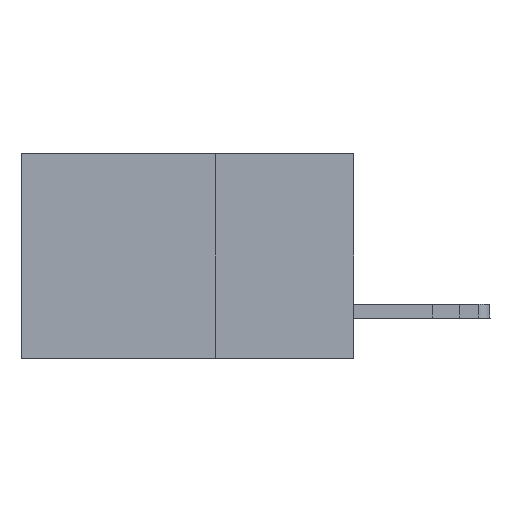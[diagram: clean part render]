
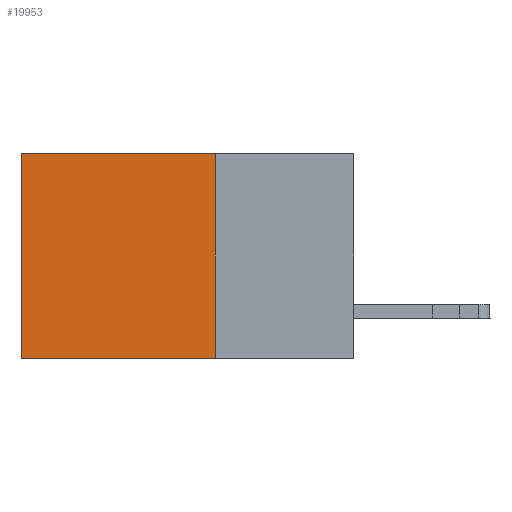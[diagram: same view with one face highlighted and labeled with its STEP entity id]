
A CAD part, left-side view. The second image highlights one B-rep face of the part: STEP entity #19953.
In plain terms, the highlighted planar face has unit normal (-1, 0, 0).
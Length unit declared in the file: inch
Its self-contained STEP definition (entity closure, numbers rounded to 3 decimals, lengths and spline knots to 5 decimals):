
#611 = LINE ( 'NONE', #1515, #18039 ) ;
#799 = ORIENTED_EDGE ( 'NONE', *, *, #22545, .T. ) ;
#1292 = CARTESIAN_POINT ( 'NONE',  ( 0.2875, 0.25, 0. ) ) ;
#1515 = CARTESIAN_POINT ( 'NONE',  ( 0.2875, 0.25, -0.37 ) ) ;
#1725 = VECTOR ( 'NONE', #18503, 39.37008 ) ;
#1726 = VECTOR ( 'NONE', #16274, 39.37008 ) ;
#3432 = CARTESIAN_POINT ( 'NONE',  ( 0.2875, 0.6, 0. ) ) ;
#3495 = CARTESIAN_POINT ( 'NONE',  ( 0.2875, 0.6, 0. ) ) ;
#3659 = DIRECTION ( 'NONE',  ( 0., 1., 0. ) ) ;
#3802 = FACE_OUTER_BOUND ( 'NONE', #9016, .T. ) ;
#5634 = CARTESIAN_POINT ( 'NONE',  ( 0.2875, 0.25, -0.37 ) ) ;
#6967 = EDGE_CURVE ( 'NONE', #16037, #17737, #22135, .T. ) ;
#7231 = ORIENTED_EDGE ( 'NONE', *, *, #6967, .T. ) ;
#7684 = DIRECTION ( 'NONE',  ( 1., 0., 0. ) ) ;
#7963 = VERTEX_POINT ( 'NONE', #22450 ) ;
#9016 = EDGE_LOOP ( 'NONE', ( #799, #16467, #14268, #7231 ) ) ;
#10170 = CARTESIAN_POINT ( 'NONE',  ( 0.2875, 0.25, 0. ) ) ;
#11207 = LINE ( 'NONE', #14169, #1726 ) ;
#13921 = PLANE ( 'NONE',  #18159 ) ;
#14169 = CARTESIAN_POINT ( 'NONE',  ( 0.2875, 0.25, 0. ) ) ;
#14268 = ORIENTED_EDGE ( 'NONE', *, *, #25705, .F. ) ;
#14825 = VECTOR ( 'NONE', #24449, 39.37008 ) ;
#16037 = VERTEX_POINT ( 'NONE', #18850 ) ;
#16274 = DIRECTION ( 'NONE',  ( 0., 0., -1. ) ) ;
#16467 = ORIENTED_EDGE ( 'NONE', *, *, #26377, .F. ) ;
#17737 = VERTEX_POINT ( 'NONE', #3432 ) ;
#18039 = VECTOR ( 'NONE', #3659, 39.37008 ) ;
#18159 = AXIS2_PLACEMENT_3D ( 'NONE', #1292, #7684, #22390 ) ;
#18503 = DIRECTION ( 'NONE',  ( 0., 1., 0. ) ) ;
#18850 = CARTESIAN_POINT ( 'NONE',  ( 0.2875, 0.25, 0. ) ) ;
#19953 = ADVANCED_FACE ( 'NONE', ( #3802 ), #13921, .F. ) ;
#20604 = VERTEX_POINT ( 'NONE', #5634 ) ;
#22135 = LINE ( 'NONE', #10170, #1725 ) ;
#22390 = DIRECTION ( 'NONE',  ( 0., 0., -1. ) ) ;
#22450 = CARTESIAN_POINT ( 'NONE',  ( 0.2875, 0.6, -0.37 ) ) ;
#22545 = EDGE_CURVE ( 'NONE', #17737, #7963, #25961, .T. ) ;
#24449 = DIRECTION ( 'NONE',  ( 0., 0., -1. ) ) ;
#25705 = EDGE_CURVE ( 'NONE', #16037, #20604, #11207, .T. ) ;
#25961 = LINE ( 'NONE', #3495, #14825 ) ;
#26377 = EDGE_CURVE ( 'NONE', #20604, #7963, #611, .T. ) ;
